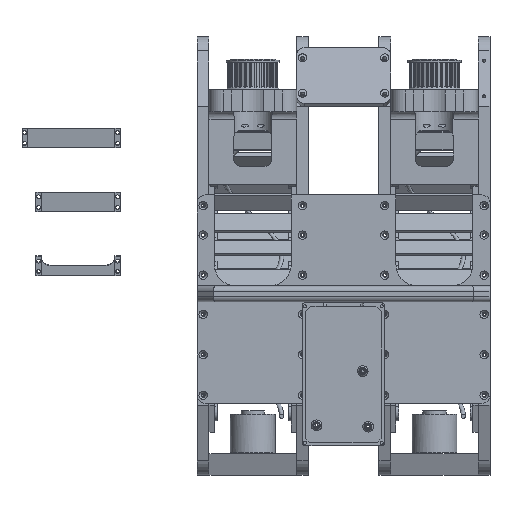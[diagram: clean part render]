
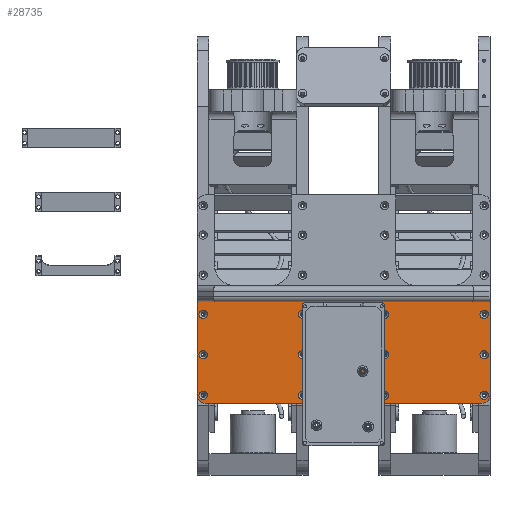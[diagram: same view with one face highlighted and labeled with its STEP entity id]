
A CAD part, top view. The second image highlights one B-rep face of the part: STEP entity #28735.
In plain terms, the highlighted planar face has unit normal (0, 0, 1).
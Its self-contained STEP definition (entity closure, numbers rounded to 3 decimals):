
#14=ELLIPSE('',#31196,7.071,5.);
#17=ELLIPSE('',#31213,7.071,5.);
#1299=FACE_BOUND('',#5435,.T.);
#1300=FACE_BOUND('',#5436,.T.);
#1301=FACE_BOUND('',#5437,.T.);
#1302=FACE_BOUND('',#5438,.T.);
#1303=FACE_BOUND('',#5439,.T.);
#1304=FACE_BOUND('',#5440,.T.);
#1305=FACE_BOUND('',#5441,.T.);
#1306=FACE_BOUND('',#5442,.T.);
#1307=FACE_BOUND('',#5443,.T.);
#1308=FACE_BOUND('',#5444,.T.);
#1309=FACE_BOUND('',#5445,.T.);
#1310=FACE_BOUND('',#5446,.T.);
#2179=PLANE('',#31211);
#3570=FACE_OUTER_BOUND('',#5434,.T.);
#5434=EDGE_LOOP('',(#25496,#25497,#25498,#25499,#25500,#25501,#25502,#25503));
#5435=EDGE_LOOP('',(#25504));
#5436=EDGE_LOOP('',(#25505));
#5437=EDGE_LOOP('',(#25506));
#5438=EDGE_LOOP('',(#25507));
#5439=EDGE_LOOP('',(#25508));
#5440=EDGE_LOOP('',(#25509));
#5441=EDGE_LOOP('',(#25510));
#5442=EDGE_LOOP('',(#25511));
#5443=EDGE_LOOP('',(#25512));
#5444=EDGE_LOOP('',(#25513));
#5445=EDGE_LOOP('',(#25514));
#5446=EDGE_LOOP('',(#25515));
#7926=LINE('',#48627,#10521);
#7946=LINE('',#48687,#10541);
#7949=LINE('',#48693,#10544);
#7950=LINE('',#48697,#10545);
#10521=VECTOR('',#38056,10.);
#10541=VECTOR('',#38118,10.);
#10544=VECTOR('',#38123,10.);
#10545=VECTOR('',#38126,10.);
#11795=CIRCLE('',#31124,3.9);
#11798=CIRCLE('',#31129,3.9);
#11801=CIRCLE('',#31134,3.9);
#11824=CIRCLE('',#31173,3.9);
#11827=CIRCLE('',#31178,3.9);
#11830=CIRCLE('',#31183,3.9);
#11834=CIRCLE('',#31193,7.5);
#11839=CIRCLE('',#31212,7.5);
#11840=CIRCLE('',#31214,3.9);
#11841=CIRCLE('',#31215,3.9);
#11842=CIRCLE('',#31216,3.9);
#11843=CIRCLE('',#31217,3.9);
#11844=CIRCLE('',#31218,3.9);
#11845=CIRCLE('',#31219,3.9);
#14198=VERTEX_POINT('',#48481);
#14201=VERTEX_POINT('',#48491);
#14204=VERTEX_POINT('',#48501);
#14232=VERTEX_POINT('',#48586);
#14235=VERTEX_POINT('',#48596);
#14238=VERTEX_POINT('',#48606);
#14244=VERTEX_POINT('',#48624);
#14245=VERTEX_POINT('',#48626);
#14248=VERTEX_POINT('',#48634);
#14251=VERTEX_POINT('',#48642);
#14264=VERTEX_POINT('',#48686);
#14266=VERTEX_POINT('',#48692);
#14267=VERTEX_POINT('',#48694);
#14268=VERTEX_POINT('',#48696);
#14269=VERTEX_POINT('',#48699);
#14270=VERTEX_POINT('',#48701);
#14271=VERTEX_POINT('',#48703);
#14272=VERTEX_POINT('',#48705);
#14273=VERTEX_POINT('',#48707);
#14274=VERTEX_POINT('',#48709);
#17990=EDGE_CURVE('',#14198,#14198,#11795,.T.);
#17995=EDGE_CURVE('',#14201,#14201,#11798,.T.);
#18000=EDGE_CURVE('',#14204,#14204,#11801,.T.);
#18042=EDGE_CURVE('',#14232,#14232,#11824,.T.);
#18047=EDGE_CURVE('',#14235,#14235,#11827,.T.);
#18052=EDGE_CURVE('',#14238,#14238,#11830,.T.);
#18062=EDGE_CURVE('',#14245,#14244,#7926,.F.);
#18066=EDGE_CURVE('',#14248,#14244,#11834,.T.);
#18070=EDGE_CURVE('',#14251,#14245,#14,.T.);
#18092=EDGE_CURVE('',#14264,#14251,#7946,.T.);
#18095=EDGE_CURVE('',#14266,#14248,#7949,.F.);
#18096=EDGE_CURVE('',#14266,#14267,#11839,.T.);
#18097=EDGE_CURVE('',#14268,#14267,#7950,.F.);
#18098=EDGE_CURVE('',#14264,#14268,#17,.T.);
#18099=EDGE_CURVE('',#14269,#14269,#11840,.T.);
#18100=EDGE_CURVE('',#14270,#14270,#11841,.T.);
#18101=EDGE_CURVE('',#14271,#14271,#11842,.T.);
#18102=EDGE_CURVE('',#14272,#14272,#11843,.T.);
#18103=EDGE_CURVE('',#14273,#14273,#11844,.T.);
#18104=EDGE_CURVE('',#14274,#14274,#11845,.T.);
#25496=ORIENTED_EDGE('',*,*,#18095,.F.);
#25497=ORIENTED_EDGE('',*,*,#18096,.T.);
#25498=ORIENTED_EDGE('',*,*,#18097,.F.);
#25499=ORIENTED_EDGE('',*,*,#18098,.F.);
#25500=ORIENTED_EDGE('',*,*,#18092,.T.);
#25501=ORIENTED_EDGE('',*,*,#18070,.T.);
#25502=ORIENTED_EDGE('',*,*,#18062,.T.);
#25503=ORIENTED_EDGE('',*,*,#18066,.F.);
#25504=ORIENTED_EDGE('',*,*,#17995,.F.);
#25505=ORIENTED_EDGE('',*,*,#18042,.F.);
#25506=ORIENTED_EDGE('',*,*,#18052,.F.);
#25507=ORIENTED_EDGE('',*,*,#18047,.F.);
#25508=ORIENTED_EDGE('',*,*,#18000,.F.);
#25509=ORIENTED_EDGE('',*,*,#17990,.F.);
#25510=ORIENTED_EDGE('',*,*,#18099,.T.);
#25511=ORIENTED_EDGE('',*,*,#18100,.T.);
#25512=ORIENTED_EDGE('',*,*,#18101,.T.);
#25513=ORIENTED_EDGE('',*,*,#18102,.T.);
#25514=ORIENTED_EDGE('',*,*,#18103,.T.);
#25515=ORIENTED_EDGE('',*,*,#18104,.T.);
#28735=ADVANCED_FACE('',(#3570,#1299,#1300,#1301,#1302,#1303,#1304,#1305,
#1306,#1307,#1308,#1309,#1310),#2179,.T.);
#31124=AXIS2_PLACEMENT_3D('',#48482,#37892,#37893);
#31129=AXIS2_PLACEMENT_3D('',#48492,#37904,#37905);
#31134=AXIS2_PLACEMENT_3D('',#48502,#37916,#37917);
#31173=AXIS2_PLACEMENT_3D('',#48587,#38012,#38013);
#31178=AXIS2_PLACEMENT_3D('',#48597,#38024,#38025);
#31183=AXIS2_PLACEMENT_3D('',#48607,#38036,#38037);
#31193=AXIS2_PLACEMENT_3D('',#48635,#38064,#38065);
#31196=AXIS2_PLACEMENT_3D('',#48643,#38072,#38073);
#31211=AXIS2_PLACEMENT_3D('',#48691,#38121,#38122);
#31212=AXIS2_PLACEMENT_3D('',#48695,#38124,#38125);
#31213=AXIS2_PLACEMENT_3D('',#48698,#38127,#38128);
#31214=AXIS2_PLACEMENT_3D('',#48700,#38129,#38130);
#31215=AXIS2_PLACEMENT_3D('',#48702,#38131,#38132);
#31216=AXIS2_PLACEMENT_3D('',#48704,#38133,#38134);
#31217=AXIS2_PLACEMENT_3D('',#48706,#38135,#38136);
#31218=AXIS2_PLACEMENT_3D('',#48708,#38137,#38138);
#31219=AXIS2_PLACEMENT_3D('',#48710,#38139,#38140);
#37892=DIRECTION('center_axis',(0.,0.,1.));
#37893=DIRECTION('ref_axis',(-1.,0.,0.));
#37904=DIRECTION('center_axis',(0.,0.,1.));
#37905=DIRECTION('ref_axis',(-1.,0.,0.));
#37916=DIRECTION('center_axis',(0.,0.,1.));
#37917=DIRECTION('ref_axis',(-1.,0.,0.));
#38012=DIRECTION('center_axis',(0.,0.,1.));
#38013=DIRECTION('ref_axis',(-1.,0.,0.));
#38024=DIRECTION('center_axis',(0.,0.,1.));
#38025=DIRECTION('ref_axis',(-1.,0.,0.));
#38036=DIRECTION('center_axis',(0.,0.,1.));
#38037=DIRECTION('ref_axis',(-1.,0.,0.));
#38056=DIRECTION('',(0.,1.,0.));
#38064=DIRECTION('center_axis',(0.,0.,-1.));
#38065=DIRECTION('ref_axis',(-0.707,-0.707,0.));
#38072=DIRECTION('center_axis',(0.,0.,-1.));
#38073=DIRECTION('ref_axis',(-1.,0.,0.));
#38118=DIRECTION('',(-1.,0.,0.));
#38121=DIRECTION('center_axis',(0.,0.,1.));
#38122=DIRECTION('ref_axis',(1.,0.,0.));
#38123=DIRECTION('',(1.,0.,0.));
#38124=DIRECTION('center_axis',(0.,0.,1.));
#38125=DIRECTION('ref_axis',(0.707,-0.707,0.));
#38126=DIRECTION('',(0.,1.,0.));
#38127=DIRECTION('center_axis',(0.,0.,1.));
#38128=DIRECTION('ref_axis',(1.,0.,0.));
#38129=DIRECTION('center_axis',(0.,0.,-1.));
#38130=DIRECTION('ref_axis',(1.,0.,0.));
#38131=DIRECTION('center_axis',(0.,0.,-1.));
#38132=DIRECTION('ref_axis',(1.,0.,0.));
#38133=DIRECTION('center_axis',(0.,0.,-1.));
#38134=DIRECTION('ref_axis',(1.,0.,0.));
#38135=DIRECTION('center_axis',(0.,0.,-1.));
#38136=DIRECTION('ref_axis',(1.,0.,0.));
#38137=DIRECTION('center_axis',(0.,0.,-1.));
#38138=DIRECTION('ref_axis',(1.,0.,0.));
#38139=DIRECTION('center_axis',(0.,0.,-1.));
#38140=DIRECTION('ref_axis',(1.,0.,0.));
#48481=CARTESIAN_POINT('',(50.4,-272.478,74.071));
#48482=CARTESIAN_POINT('Origin',(46.5,-272.478,74.071));
#48491=CARTESIAN_POINT('',(50.4,-234.506,74.071));
#48492=CARTESIAN_POINT('Origin',(46.5,-234.506,74.071));
#48501=CARTESIAN_POINT('',(50.4,-196.674,74.071));
#48502=CARTESIAN_POINT('Origin',(46.5,-196.674,74.071));
#48586=CARTESIAN_POINT('',(-42.6,-196.7,74.071));
#48587=CARTESIAN_POINT('Origin',(-46.5,-196.7,74.071));
#48596=CARTESIAN_POINT('',(-42.6,-234.5,74.071));
#48597=CARTESIAN_POINT('Origin',(-46.5,-234.5,74.071));
#48606=CARTESIAN_POINT('',(-42.6,-272.5,74.071));
#48607=CARTESIAN_POINT('Origin',(-46.5,-272.5,74.071));
#48624=CARTESIAN_POINT('',(-52.,-272.5,74.071));
#48626=CARTESIAN_POINT('',(-52.,-184.781,74.071));
#48627=CARTESIAN_POINT('',(-52.,-131.25,74.071));
#48634=CARTESIAN_POINT('',(-44.5,-280.,74.071));
#48635=CARTESIAN_POINT('Origin',(-44.5,-272.5,74.071));
#48642=CARTESIAN_POINT('',(-49.929,-185.,74.071));
#48643=CARTESIAN_POINT('Origin',(-49.929,-180.,74.071));
#48686=CARTESIAN_POINT('',(219.929,-185.,74.071));
#48687=CARTESIAN_POINT('',(30.25,-185.,74.071));
#48691=CARTESIAN_POINT('Origin',(62.5,-177.5,74.071));
#48692=CARTESIAN_POINT('',(214.5,-280.,74.071));
#48693=CARTESIAN_POINT('',(141.25,-280.,74.071));
#48694=CARTESIAN_POINT('',(222.,-272.5,74.071));
#48695=CARTESIAN_POINT('Origin',(214.5,-272.5,74.071));
#48696=CARTESIAN_POINT('',(222.,-184.781,74.071));
#48697=CARTESIAN_POINT('',(222.,-131.25,74.071));
#48698=CARTESIAN_POINT('Origin',(219.929,-180.,74.071));
#48699=CARTESIAN_POINT('',(119.6,-234.506,74.071));
#48700=CARTESIAN_POINT('Origin',(123.5,-234.506,74.071));
#48701=CARTESIAN_POINT('',(212.6,-196.7,74.071));
#48702=CARTESIAN_POINT('Origin',(216.5,-196.7,74.071));
#48703=CARTESIAN_POINT('',(212.6,-272.5,74.071));
#48704=CARTESIAN_POINT('Origin',(216.5,-272.5,74.071));
#48705=CARTESIAN_POINT('',(212.6,-234.5,74.071));
#48706=CARTESIAN_POINT('Origin',(216.5,-234.5,74.071));
#48707=CARTESIAN_POINT('',(119.6,-196.674,74.071));
#48708=CARTESIAN_POINT('Origin',(123.5,-196.674,74.071));
#48709=CARTESIAN_POINT('',(119.6,-272.478,74.071));
#48710=CARTESIAN_POINT('Origin',(123.5,-272.478,74.071));
